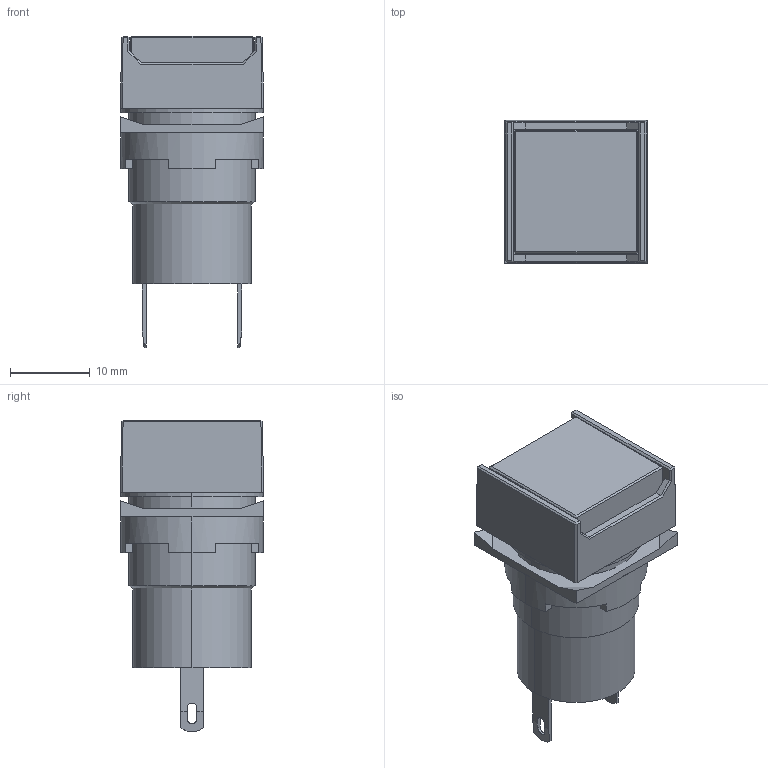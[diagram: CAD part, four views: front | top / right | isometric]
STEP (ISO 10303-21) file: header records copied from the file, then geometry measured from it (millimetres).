
FILE_DESCRIPTION (( 'STEP AP214' ), '1' );
FILE_NAME ('11_AL6Q-P#(P)$.STEP', '2021-03-26T06:12:01', ( 'IDEC' ), ( 'IDEC' ), 'SwSTEP 2.0', 'SolidWorks 2019', '' );
FILE_SCHEMA (( 'AUTOMOTIVE_DESIGN' ));
Length unit declared in the file: millimetre
Products named in the file (4): 11_AL6Q-P#(P)$; 16-NUT-SET; A6-Operator-Square; A6-P-Body
Assembly tree (3 placements, depth 2):
  11_AL6Q-P#(P)$
    A6-P-Body
    A6-Operator-Square
    16-NUT-SET
Bounding box: 17.9 x 17.9 x 39 mm (x, y, z)
Volume: 7142 mm3; surface area: 4001.3 mm2
Topology: 3 solids, 3 shells, 136 faces, 336 edges, 208 vertices
Faces by surface type: plane 116, cylinder 18, cone 2
Entity records: 4094 total; most frequent: CARTESIAN_POINT 698, ORIENTED_EDGE 672, DIRECTION 668, EDGE_CURVE 336, LINE 280, VECTOR 280, VERTEX_POINT 208, AXIS2_PLACEMENT_3D 194
